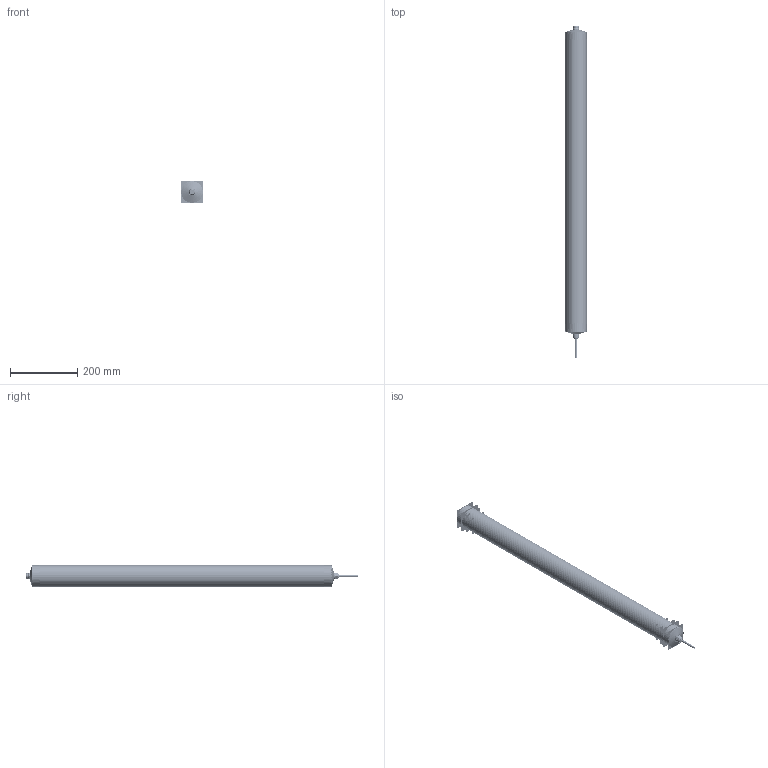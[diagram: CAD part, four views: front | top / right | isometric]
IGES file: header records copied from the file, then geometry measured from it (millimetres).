
Start section:  PTC IGES file: 200885.igs
Global section: file name: 200885.igs; native system: Creo Parametric by PTC Inc.; preprocessor: 2016260; author: pdmadmin; organization: Unknown; date: 20170817.124507; units: millimetre
Bounding box: 66.04 x 988.52 x 66.04 mm (x, y, z)
Volume: 1238381.7 mm3; surface area: 3989803.4 mm2
Topology: 46 solids, 69 shells, 11010 faces, 56708 edges, 71458 vertices
Faces by surface type: bspline 6772, revolution 4238
